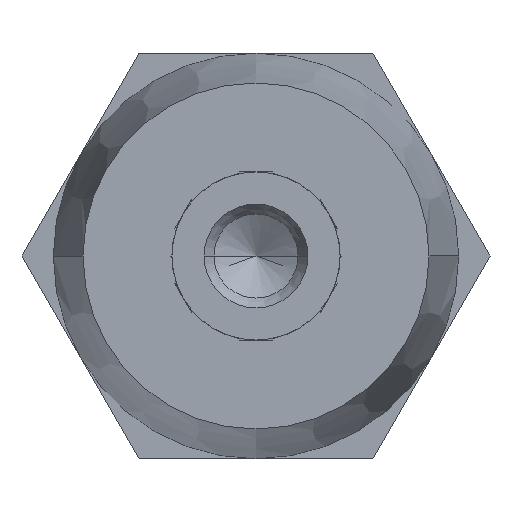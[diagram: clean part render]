
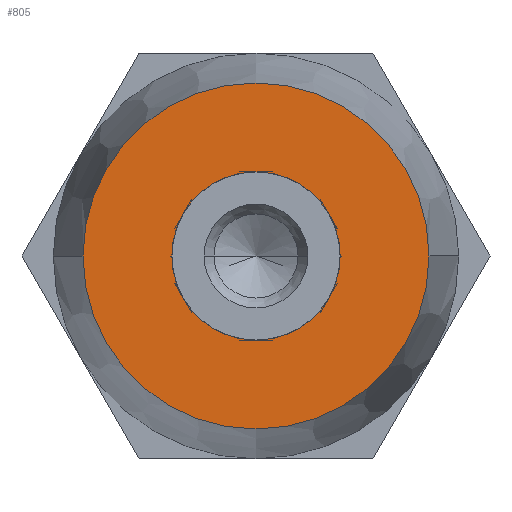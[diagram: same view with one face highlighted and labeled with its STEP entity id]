
A CAD part, front view. The second image highlights one B-rep face of the part: STEP entity #805.
In plain terms, the highlighted planar face has unit normal (0, -1, 0).
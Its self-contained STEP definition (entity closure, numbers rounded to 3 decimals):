
#22 = ORIENTED_EDGE ( 'NONE', *, *, #2195, .T. ) ;
#48 = ORIENTED_EDGE ( 'NONE', *, *, #2142, .T. ) ;
#104 = VERTEX_POINT ( 'NONE', #201 ) ;
#127 = CARTESIAN_POINT ( 'NONE',  ( 0., -22.5, 0. ) ) ;
#129 = VERTEX_POINT ( 'NONE', #2704 ) ;
#130 = EDGE_CURVE ( 'NONE', #3333, #2354, #2991, .T. ) ;
#201 = CARTESIAN_POINT ( 'NONE',  ( -7.567, -22.5, -3.893 ) ) ;
#215 = CARTESIAN_POINT ( 'NONE',  ( -0.412, -22.5, -8.5 ) ) ;
#242 = CARTESIAN_POINT ( 'NONE',  ( 7.155, -22.5, -4.607 ) ) ;
#255 = LINE ( 'NONE', #1876, #2682 ) ;
#286 = ORIENTED_EDGE ( 'NONE', *, *, #2680, .T. ) ;
#300 = CARTESIAN_POINT ( 'NONE',  ( 0., -22.5, 0. ) ) ;
#403 = CARTESIAN_POINT ( 'NONE',  ( 0.412, -22.5, 8.5 ) ) ;
#426 = DIRECTION ( 'NONE',  ( 0., 1., 0. ) ) ;
#434 = EDGE_CURVE ( 'NONE', #2170, #2110, #2167, .T. ) ;
#438 = ORIENTED_EDGE ( 'NONE', *, *, #3192, .T. ) ;
#443 = CIRCLE ( 'NONE', #2264, 17.5 ) ;
#449 = VERTEX_POINT ( 'NONE', #3433 ) ;
#503 = DIRECTION ( 'NONE',  ( -0.5, 0., -0.866 ) ) ;
#504 = AXIS2_PLACEMENT_3D ( 'NONE', #1232, #3354, #3000 ) ;
#518 = EDGE_CURVE ( 'NONE', #2014, #1346, #2834, .T. ) ;
#543 = FACE_OUTER_BOUND ( 'NONE', #3202, .T. ) ;
#549 = CARTESIAN_POINT ( 'NONE',  ( -11.736, -22.5, -3.328 ) ) ;
#605 = CIRCLE ( 'NONE', #1204, 8.51 ) ;
#633 = AXIS2_PLACEMENT_3D ( 'NONE', #1805, #2419, #929 ) ;
#654 = VERTEX_POINT ( 'NONE', #215 ) ;
#683 = DIRECTION ( 'NONE',  ( 1., 0., 0. ) ) ;
#703 = EDGE_CURVE ( 'NONE', #2199, #2014, #1374, .T. ) ;
#805 = ADVANCED_FACE ( 'NONE', ( #543, #2887 ), #3961, .T. ) ;
#829 = VECTOR ( 'NONE', #503, 1000. ) ;
#844 = DIRECTION ( 'NONE',  ( 0., 1., 0. ) ) ;
#845 = EDGE_CURVE ( 'NONE', #1207, #2199, #928, .T. ) ;
#893 = CARTESIAN_POINT ( 'NONE',  ( 7.155, -22.5, 4.607 ) ) ;
#928 = CIRCLE ( 'NONE', #1313, 8.51 ) ;
#929 = DIRECTION ( 'NONE',  ( 1., 0., 0. ) ) ;
#1000 = DIRECTION ( 'NONE',  ( 0.5, 0., -0.866 ) ) ;
#1013 = VERTEX_POINT ( 'NONE', #1950 ) ;
#1079 = CARTESIAN_POINT ( 'NONE',  ( 0.412, -22.5, -8.5 ) ) ;
#1091 = VECTOR ( 'NONE', #1145, 1000. ) ;
#1145 = DIRECTION ( 'NONE',  ( 0.5, 0., 0.866 ) ) ;
#1174 = VECTOR ( 'NONE', #2456, 1000. ) ;
#1204 = AXIS2_PLACEMENT_3D ( 'NONE', #2087, #844, #2678 ) ;
#1207 = VERTEX_POINT ( 'NONE', #3619 ) ;
#1232 = CARTESIAN_POINT ( 'NONE',  ( 0., -22.5, 0. ) ) ;
#1305 = DIRECTION ( 'NONE',  ( 1., 0., 0. ) ) ;
#1313 = AXIS2_PLACEMENT_3D ( 'NONE', #3647, #1796, #3342 ) ;
#1346 = VERTEX_POINT ( 'NONE', #1079 ) ;
#1374 = LINE ( 'NONE', #3261, #829 ) ;
#1411 = CARTESIAN_POINT ( 'NONE',  ( 0., -22.5, 0. ) ) ;
#1563 = ORIENTED_EDGE ( 'NONE', *, *, #3695, .T. ) ;
#1580 = CARTESIAN_POINT ( 'NONE',  ( -0.412, -22.5, 8.5 ) ) ;
#1621 = VERTEX_POINT ( 'NONE', #3739 ) ;
#1632 = ORIENTED_EDGE ( 'NONE', *, *, #703, .T. ) ;
#1677 = ORIENTED_EDGE ( 'NONE', *, *, #845, .T. ) ;
#1682 = CIRCLE ( 'NONE', #2562, 8.51 ) ;
#1693 = CARTESIAN_POINT ( 'NONE',  ( 17.5, -22.5, 0. ) ) ;
#1796 = DIRECTION ( 'NONE',  ( 0., 1., 0. ) ) ;
#1805 = CARTESIAN_POINT ( 'NONE',  ( -17.5, -22.5, 0. ) ) ;
#1867 = LINE ( 'NONE', #3627, #2478 ) ;
#1875 = AXIS2_PLACEMENT_3D ( 'NONE', #300, #2119, #2745 ) ;
#1876 = CARTESIAN_POINT ( 'NONE',  ( 2.986, -22.5, 11.828 ) ) ;
#1878 = DIRECTION ( 'NONE',  ( 0., 1., 0. ) ) ;
#1942 = CARTESIAN_POINT ( 'NONE',  ( -17.5, -22.5, -8.5 ) ) ;
#1950 = CARTESIAN_POINT ( 'NONE',  ( 7.567, -22.5, 3.893 ) ) ;
#1954 = DIRECTION ( 'NONE',  ( 1., 0., 0. ) ) ;
#2014 = VERTEX_POINT ( 'NONE', #242 ) ;
#2078 = EDGE_CURVE ( 'NONE', #2206, #2170, #1867, .T. ) ;
#2087 = CARTESIAN_POINT ( 'NONE',  ( 0., -22.5, 0. ) ) ;
#2095 = DIRECTION ( 'NONE',  ( 1., 0., 0. ) ) ;
#2110 = VERTEX_POINT ( 'NONE', #893 ) ;
#2119 = DIRECTION ( 'NONE',  ( 0., 1., 0. ) ) ;
#2141 = DIRECTION ( 'NONE',  ( 0., 1., 0. ) ) ;
#2142 = EDGE_CURVE ( 'NONE', #129, #2206, #1682, .T. ) ;
#2167 = CIRCLE ( 'NONE', #3098, 8.51 ) ;
#2170 = VERTEX_POINT ( 'NONE', #403 ) ;
#2191 = DIRECTION ( 'NONE',  ( -1., 0., 0. ) ) ;
#2195 = EDGE_CURVE ( 'NONE', #1621, #104, #2429, .T. ) ;
#2199 = VERTEX_POINT ( 'NONE', #3711 ) ;
#2206 = VERTEX_POINT ( 'NONE', #1580 ) ;
#2232 = CARTESIAN_POINT ( 'NONE',  ( 0., -22.5, 0. ) ) ;
#2254 = CARTESIAN_POINT ( 'NONE',  ( -17.5, -22.5, 0. ) ) ;
#2264 = AXIS2_PLACEMENT_3D ( 'NONE', #3038, #2141, #3369 ) ;
#2280 = ORIENTED_EDGE ( 'NONE', *, *, #130, .F. ) ;
#2327 = DIRECTION ( 'NONE',  ( 0., 1., 0. ) ) ;
#2354 = VERTEX_POINT ( 'NONE', #2254 ) ;
#2367 = CIRCLE ( 'NONE', #1875, 8.51 ) ;
#2419 = DIRECTION ( 'NONE',  ( 0., -1., 0. ) ) ;
#2429 = LINE ( 'NONE', #3390, #1174 ) ;
#2456 = DIRECTION ( 'NONE',  ( -0.5, 0., 0.866 ) ) ;
#2478 = VECTOR ( 'NONE', #2095, 1000. ) ;
#2479 = ORIENTED_EDGE ( 'NONE', *, *, #3605, .T. ) ;
#2551 = AXIS2_PLACEMENT_3D ( 'NONE', #1411, #2327, #2952 ) ;
#2562 = AXIS2_PLACEMENT_3D ( 'NONE', #3771, #1878, #683 ) ;
#2596 = ORIENTED_EDGE ( 'NONE', *, *, #2078, .T. ) ;
#2678 = DIRECTION ( 'NONE',  ( 1., 0., 0. ) ) ;
#2680 = EDGE_CURVE ( 'NONE', #1346, #654, #2717, .T. ) ;
#2682 = VECTOR ( 'NONE', #1000, 1000. ) ;
#2687 = VECTOR ( 'NONE', #2191, 1000. ) ;
#2704 = CARTESIAN_POINT ( 'NONE',  ( -7.155, -22.5, 4.607 ) ) ;
#2717 = LINE ( 'NONE', #1942, #2687 ) ;
#2745 = DIRECTION ( 'NONE',  ( 1., 0., 0. ) ) ;
#2807 = AXIS2_PLACEMENT_3D ( 'NONE', #127, #426, #1954 ) ;
#2808 = ORIENTED_EDGE ( 'NONE', *, *, #3032, .F. ) ;
#2834 = CIRCLE ( 'NONE', #2807, 8.51 ) ;
#2863 = DIRECTION ( 'NONE',  ( 0., 1., 0. ) ) ;
#2887 = FACE_BOUND ( 'NONE', #3653, .T. ) ;
#2952 = DIRECTION ( 'NONE',  ( 1., 0., 0. ) ) ;
#2991 = CIRCLE ( 'NONE', #504, 17.5 ) ;
#3000 = DIRECTION ( 'NONE',  ( -1., 0., 0. ) ) ;
#3032 = EDGE_CURVE ( 'NONE', #2354, #3333, #443, .T. ) ;
#3038 = CARTESIAN_POINT ( 'NONE',  ( 0., -22.5, 0. ) ) ;
#3098 = AXIS2_PLACEMENT_3D ( 'NONE', #2232, #2863, #1305 ) ;
#3192 = EDGE_CURVE ( 'NONE', #2110, #1013, #255, .T. ) ;
#3202 = EDGE_LOOP ( 'NONE', ( #2808, #2280 ) ) ;
#3261 = CARTESIAN_POINT ( 'NONE',  ( 2.986, -22.5, -11.828 ) ) ;
#3333 = VERTEX_POINT ( 'NONE', #1693 ) ;
#3342 = DIRECTION ( 'NONE',  ( 1., 0., 0. ) ) ;
#3354 = DIRECTION ( 'NONE',  ( 0., 1., 0. ) ) ;
#3362 = EDGE_CURVE ( 'NONE', #104, #449, #3854, .T. ) ;
#3369 = DIRECTION ( 'NONE',  ( -1., 0., 0. ) ) ;
#3390 = CARTESIAN_POINT ( 'NONE',  ( -11.736, -22.5, 3.328 ) ) ;
#3433 = CARTESIAN_POINT ( 'NONE',  ( -7.567, -22.5, 3.893 ) ) ;
#3523 = ORIENTED_EDGE ( 'NONE', *, *, #3623, .T. ) ;
#3605 = EDGE_CURVE ( 'NONE', #449, #129, #3740, .T. ) ;
#3619 = CARTESIAN_POINT ( 'NONE',  ( 8.51, -22.5, 0. ) ) ;
#3623 = EDGE_CURVE ( 'NONE', #1013, #1207, #605, .T. ) ;
#3627 = CARTESIAN_POINT ( 'NONE',  ( -17.5, -22.5, 8.5 ) ) ;
#3632 = ORIENTED_EDGE ( 'NONE', *, *, #434, .T. ) ;
#3647 = CARTESIAN_POINT ( 'NONE',  ( 0., -22.5, 0. ) ) ;
#3653 = EDGE_LOOP ( 'NONE', ( #1632, #3904, #286, #1563, #22, #3657, #2479, #48, #2596, #3632, #438, #3523, #1677 ) ) ;
#3657 = ORIENTED_EDGE ( 'NONE', *, *, #3362, .T. ) ;
#3695 = EDGE_CURVE ( 'NONE', #654, #1621, #2367, .T. ) ;
#3711 = CARTESIAN_POINT ( 'NONE',  ( 7.567, -22.5, -3.893 ) ) ;
#3739 = CARTESIAN_POINT ( 'NONE',  ( -7.155, -22.5, -4.607 ) ) ;
#3740 = LINE ( 'NONE', #549, #1091 ) ;
#3771 = CARTESIAN_POINT ( 'NONE',  ( 0., -22.5, 0. ) ) ;
#3854 = CIRCLE ( 'NONE', #2551, 8.51 ) ;
#3904 = ORIENTED_EDGE ( 'NONE', *, *, #518, .T. ) ;
#3961 = PLANE ( 'NONE',  #633 ) ;
